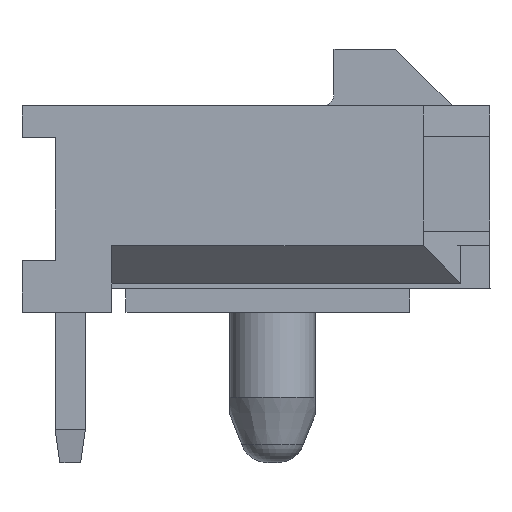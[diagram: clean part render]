
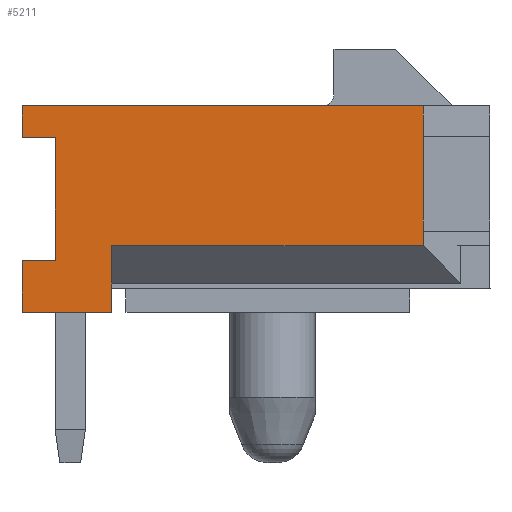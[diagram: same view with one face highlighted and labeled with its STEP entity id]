
A CAD part, left-side view. The second image highlights one B-rep face of the part: STEP entity #5211.
In plain terms, the highlighted planar face has unit normal (-1, 0, 0).
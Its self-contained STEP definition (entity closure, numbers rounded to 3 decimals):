
#707=ORIENTED_EDGE('',*,*,#2108,.T.);
#708=ORIENTED_EDGE('',*,*,#2109,.T.);
#709=ORIENTED_EDGE('',*,*,#2101,.T.);
#710=ORIENTED_EDGE('',*,*,#2110,.T.);
#711=ORIENTED_EDGE('',*,*,#2111,.F.);
#712=ORIENTED_EDGE('',*,*,#2112,.T.);
#713=ORIENTED_EDGE('',*,*,#2113,.F.);
#714=ORIENTED_EDGE('',*,*,#2114,.F.);
#715=ORIENTED_EDGE('',*,*,#2115,.F.);
#716=ORIENTED_EDGE('',*,*,#1758,.T.);
#717=ORIENTED_EDGE('',*,*,#2107,.T.);
#718=ORIENTED_EDGE('',*,*,#2116,.T.);
#1758=EDGE_CURVE('',#2496,#2495,#2985,.T.);
#2101=EDGE_CURVE('',#2760,#2761,#3328,.T.);
#2107=EDGE_CURVE('',#2495,#2765,#3334,.T.);
#2108=EDGE_CURVE('',#2766,#2767,#3335,.T.);
#2109=EDGE_CURVE('',#2767,#2760,#3336,.T.);
#2110=EDGE_CURVE('',#2761,#2768,#3337,.T.);
#2111=EDGE_CURVE('',#2769,#2768,#3338,.T.);
#2112=EDGE_CURVE('',#2769,#2770,#3339,.T.);
#2113=EDGE_CURVE('',#2771,#2770,#3340,.T.);
#2114=EDGE_CURVE('',#2772,#2771,#3341,.T.);
#2115=EDGE_CURVE('',#2496,#2772,#3342,.T.);
#2116=EDGE_CURVE('',#2765,#2766,#3343,.T.);
#2495=VERTEX_POINT('',#7380);
#2496=VERTEX_POINT('',#7382);
#2760=VERTEX_POINT('',#8049);
#2761=VERTEX_POINT('',#8050);
#2765=VERTEX_POINT('',#8060);
#2766=VERTEX_POINT('',#8064);
#2767=VERTEX_POINT('',#8065);
#2768=VERTEX_POINT('',#8068);
#2769=VERTEX_POINT('',#8070);
#2770=VERTEX_POINT('',#8072);
#2771=VERTEX_POINT('',#8074);
#2772=VERTEX_POINT('',#8076);
#2985=LINE('',#7381,#3715);
#3328=LINE('',#8048,#4058);
#3334=LINE('',#8061,#4064);
#3335=LINE('',#8063,#4065);
#3336=LINE('',#8066,#4066);
#3337=LINE('',#8067,#4067);
#3338=LINE('',#8069,#4068);
#3339=LINE('',#8071,#4069);
#3340=LINE('',#8073,#4070);
#3341=LINE('',#8075,#4071);
#3342=LINE('',#8077,#4072);
#3343=LINE('',#8078,#4073);
#3715=VECTOR('',#5939,1000.);
#4058=VECTOR('',#6402,1000.);
#4064=VECTOR('',#6410,1000.);
#4065=VECTOR('',#6413,1000.);
#4066=VECTOR('',#6414,1000.);
#4067=VECTOR('',#6415,1000.);
#4068=VECTOR('',#6416,1000.);
#4069=VECTOR('',#6417,1000.);
#4070=VECTOR('',#6418,1000.);
#4071=VECTOR('',#6419,1000.);
#4072=VECTOR('',#6420,1000.);
#4073=VECTOR('',#6421,1000.);
#4404=EDGE_LOOP('',(#707,#708,#709,#710,#711,#712,#713,#714,#715,#716,#717,
#718));
#4686=FACE_BOUND('',#4404,.T.);
#4951=PLANE('',#5518);
#5211=ADVANCED_FACE('',(#4686),#4951,.T.);
#5518=AXIS2_PLACEMENT_3D('',#8062,#6411,#6412);
#5939=DIRECTION('',(0.,1.,0.));
#6402=DIRECTION('',(0.,0.,-1.));
#6410=DIRECTION('',(0.,0.,-1.));
#6411=DIRECTION('',(-1.,0.,0.));
#6412=DIRECTION('',(0.,0.,1.));
#6413=DIRECTION('',(0.,0.,-1.));
#6414=DIRECTION('',(0.,1.,0.));
#6415=DIRECTION('',(0.,-1.,0.));
#6416=DIRECTION('',(0.,0.,-1.));
#6417=DIRECTION('',(0.,-1.,0.));
#6418=DIRECTION('',(0.,0.,-1.));
#6419=DIRECTION('',(0.,0.,-1.));
#6420=DIRECTION('',(0.,0.,-1.));
#6421=DIRECTION('',(0.,-1.,0.));
#7380=CARTESIAN_POINT('',(-10.825,4.95,2.185));
#7381=CARTESIAN_POINT('',(-10.825,-4.95,2.185));
#7382=CARTESIAN_POINT('',(-10.825,-3.536,2.185));
#8048=CARTESIAN_POINT('',(-10.825,4.95,2.185));
#8049=CARTESIAN_POINT('',(-10.825,4.95,-1.085));
#8050=CARTESIAN_POINT('',(-10.825,4.95,-2.185));
#8060=CARTESIAN_POINT('',(-10.825,4.95,1.515));
#8061=CARTESIAN_POINT('',(-10.825,4.95,2.185));
#8062=CARTESIAN_POINT('',(-10.825,0.,0.));
#8063=CARTESIAN_POINT('',(-10.825,4.25,0.));
#8064=CARTESIAN_POINT('',(-10.825,4.25,1.515));
#8065=CARTESIAN_POINT('',(-10.825,4.25,-1.085));
#8066=CARTESIAN_POINT('',(-10.825,0.,-1.085));
#8067=CARTESIAN_POINT('',(-10.825,4.95,-2.185));
#8068=CARTESIAN_POINT('',(-10.825,3.05,-2.185));
#8069=CARTESIAN_POINT('',(-10.825,3.05,-2.185));
#8070=CARTESIAN_POINT('',(-10.825,3.05,-0.771));
#8071=CARTESIAN_POINT('',(-10.825,3.05,-0.771));
#8072=CARTESIAN_POINT('',(-10.825,-3.536,-0.771));
#8073=CARTESIAN_POINT('',(-10.825,-3.536,0.));
#8074=CARTESIAN_POINT('',(-10.825,-3.536,-0.465));
#8075=CARTESIAN_POINT('',(-10.825,-3.536,1.535));
#8076=CARTESIAN_POINT('',(-10.825,-3.536,1.535));
#8077=CARTESIAN_POINT('',(-10.825,-3.536,0.));
#8078=CARTESIAN_POINT('',(-10.825,0.,1.515));
